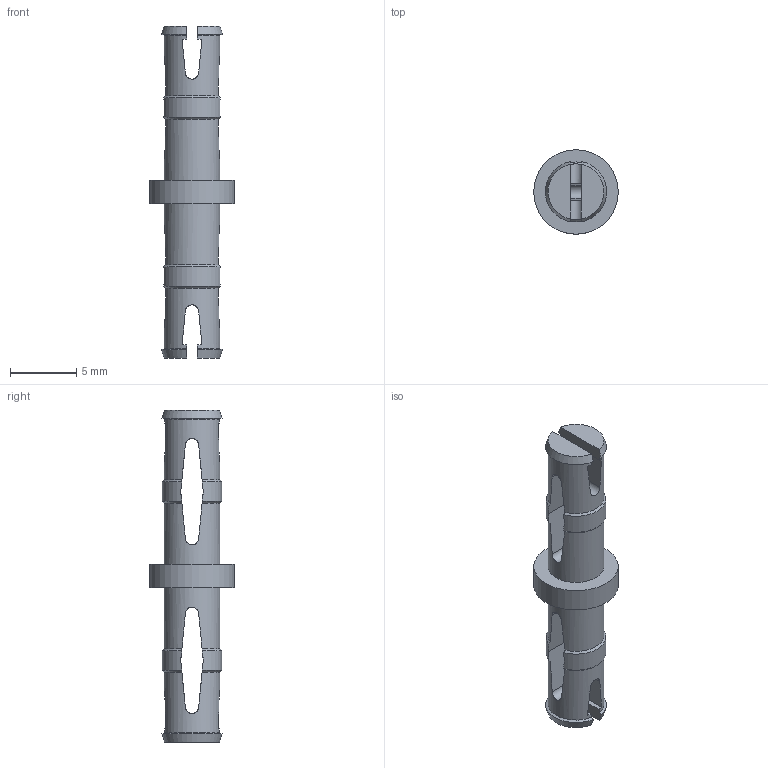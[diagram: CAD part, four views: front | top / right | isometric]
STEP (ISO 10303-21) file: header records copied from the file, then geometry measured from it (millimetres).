
FILE_DESCRIPTION((''),'2;1');
FILE_NAME('228-2500-062 Rev5.stp','2014-01-15T17:14:45',('jessica_knerr'),(''),'Autodesk Inventor 2013','Autodesk Inventor 2013','');
FILE_SCHEMA(('AUTOMOTIVE_DESIGN { 1 0 10303 214 1 1 1 1 }'));
Length unit declared in the file: millimetre
Products named in the file (1): 228-2500-062 Rev5
Bounding box: 6.35 x 6.35 x 24.98 mm (x, y, z)
Volume: 268.2 mm3; surface area: 547 mm2
Topology: 1 solids, 1 shells, 61 faces, 195 edges, 130 vertices
Faces by surface type: plane 26, cylinder 19, cone 16
Full cylindrical faces by diameter (mm): 4.2 x4, 6.35 x1
Entity records: 2308 total; most frequent: CARTESIAN_POINT 638, ORIENTED_EDGE 368, DIRECTION 352, EDGE_CURVE 184, AXIS2_PLACEMENT_3D 150, VERTEX_POINT 124, EDGE_LOOP 68, FACE_OUTER_BOUND 61
